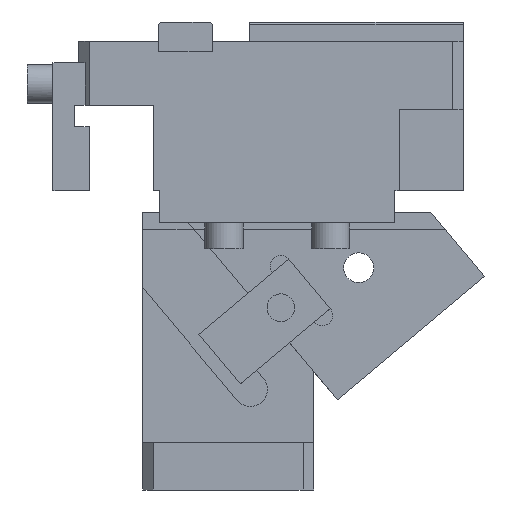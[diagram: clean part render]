
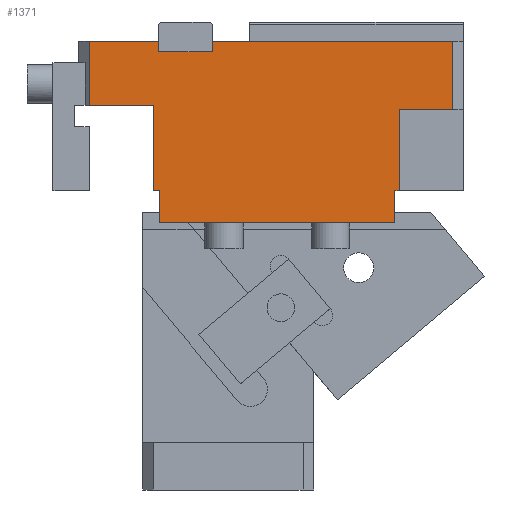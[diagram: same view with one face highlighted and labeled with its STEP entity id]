
A CAD part, front view. The second image highlights one B-rep face of the part: STEP entity #1371.
In plain terms, the highlighted planar face has unit normal (0, -1, 0).
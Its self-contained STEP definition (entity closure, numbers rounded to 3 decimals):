
#414=CARTESIAN_POINT('Vertex',(35.,-57.5,-30.)) ;
#417=CARTESIAN_POINT('Line Origine',(20.,-57.5,-30.)) ;
#421=CARTESIAN_POINT('Vertex',(5.,-57.5,-30.)) ;
#599=CARTESIAN_POINT('Vertex',(5.,-57.5,0.)) ;
#602=CARTESIAN_POINT('Line Origine',(21.25,-57.5,0.)) ;
#606=CARTESIAN_POINT('Vertex',(37.5,-57.5,0.)) ;
#807=CARTESIAN_POINT('Vertex',(62.5,-57.5,0.)) ;
#810=CARTESIAN_POINT('Line Origine',(118.75,-57.5,0.)) ;
#814=CARTESIAN_POINT('Vertex',(175.,-57.5,0.)) ;
#1254=CARTESIAN_POINT('Vertex',(35.,-57.5,-70.)) ;
#1257=CARTESIAN_POINT('Line Origine',(35.,-57.5,-50.)) ;
#1270=CARTESIAN_POINT('Axis2P3D Location',(0.,-57.5,0.)) ;
#1275=CARTESIAN_POINT('Line Origine',(149.,-57.5,-70.)) ;
#1279=CARTESIAN_POINT('Vertex',(150.,-57.5,-70.)) ;
#1281=CARTESIAN_POINT('Vertex',(148.,-57.5,-70.)) ;
#1284=CARTESIAN_POINT('Line Origine',(150.,-57.5,-51.)) ;
#1288=CARTESIAN_POINT('Vertex',(150.,-57.5,-32.)) ;
#1291=CARTESIAN_POINT('Line Origine',(162.5,-57.5,-32.)) ;
#1295=CARTESIAN_POINT('Vertex',(175.,-57.5,-32.)) ;
#1298=CARTESIAN_POINT('Line Origine',(175.,-57.5,-16.)) ;
#1303=CARTESIAN_POINT('Line Origine',(62.5,-57.5,-2.5)) ;
#1307=CARTESIAN_POINT('Vertex',(62.5,-57.5,-5.)) ;
#1310=CARTESIAN_POINT('Line Origine',(50.,-57.5,-5.)) ;
#1314=CARTESIAN_POINT('Vertex',(37.5,-57.5,-5.)) ;
#1317=CARTESIAN_POINT('Line Origine',(37.5,-57.5,-2.5)) ;
#1322=CARTESIAN_POINT('Line Origine',(5.,-57.5,-15.)) ;
#1327=CARTESIAN_POINT('Line Origine',(36.5,-57.5,-70.)) ;
#1331=CARTESIAN_POINT('Vertex',(38.,-57.5,-70.)) ;
#1334=CARTESIAN_POINT('Line Origine',(38.,-57.5,-77.5)) ;
#1338=CARTESIAN_POINT('Vertex',(38.,-57.5,-85.)) ;
#1341=CARTESIAN_POINT('Line Origine',(93.,-57.5,-85.)) ;
#1345=CARTESIAN_POINT('Vertex',(148.,-57.5,-85.)) ;
#1348=CARTESIAN_POINT('Line Origine',(148.,-57.5,-77.5)) ;
#418=DIRECTION('Vector Direction',(-1.,0.,0.)) ;
#603=DIRECTION('Vector Direction',(1.,0.,0.)) ;
#811=DIRECTION('Vector Direction',(1.,0.,0.)) ;
#1258=DIRECTION('Vector Direction',(0.,0.,1.)) ;
#1271=DIRECTION('Axis2P3D Direction',(0.,1.,0.)) ;
#1272=DIRECTION('Axis2P3D XDirection',(0.,0.,1.)) ;
#1276=DIRECTION('Vector Direction',(-1.,0.,0.)) ;
#1285=DIRECTION('Vector Direction',(0.,0.,1.)) ;
#1292=DIRECTION('Vector Direction',(-1.,0.,0.)) ;
#1299=DIRECTION('Vector Direction',(0.,0.,1.)) ;
#1304=DIRECTION('Vector Direction',(0.,0.,-1.)) ;
#1311=DIRECTION('Vector Direction',(1.,0.,0.)) ;
#1318=DIRECTION('Vector Direction',(0.,0.,1.)) ;
#1323=DIRECTION('Vector Direction',(0.,0.,-1.)) ;
#1328=DIRECTION('Vector Direction',(-1.,0.,0.)) ;
#1335=DIRECTION('Vector Direction',(0.,0.,1.)) ;
#1342=DIRECTION('Vector Direction',(-1.,0.,0.)) ;
#1349=DIRECTION('Vector Direction',(0.,0.,1.)) ;
#1273=AXIS2_PLACEMENT_3D('Plane Axis2P3D',#1270,#1271,#1272) ;
#1354=ORIENTED_EDGE('',*,*,#1283,.F.) ;
#1355=ORIENTED_EDGE('',*,*,#1290,.T.) ;
#1356=ORIENTED_EDGE('',*,*,#1297,.F.) ;
#1357=ORIENTED_EDGE('',*,*,#1302,.T.) ;
#1358=ORIENTED_EDGE('',*,*,#816,.F.) ;
#1359=ORIENTED_EDGE('',*,*,#1309,.T.) ;
#1360=ORIENTED_EDGE('',*,*,#1316,.F.) ;
#1361=ORIENTED_EDGE('',*,*,#1321,.T.) ;
#1362=ORIENTED_EDGE('',*,*,#608,.F.) ;
#1363=ORIENTED_EDGE('',*,*,#1326,.T.) ;
#1364=ORIENTED_EDGE('',*,*,#423,.F.) ;
#1365=ORIENTED_EDGE('',*,*,#1261,.F.) ;
#1366=ORIENTED_EDGE('',*,*,#1333,.F.) ;
#1367=ORIENTED_EDGE('',*,*,#1340,.F.) ;
#1368=ORIENTED_EDGE('',*,*,#1347,.F.) ;
#1369=ORIENTED_EDGE('',*,*,#1352,.T.) ;
#419=VECTOR('Line Direction',#418,1.) ;
#604=VECTOR('Line Direction',#603,1.) ;
#812=VECTOR('Line Direction',#811,1.) ;
#1259=VECTOR('Line Direction',#1258,1.) ;
#1277=VECTOR('Line Direction',#1276,1.) ;
#1286=VECTOR('Line Direction',#1285,1.) ;
#1293=VECTOR('Line Direction',#1292,1.) ;
#1300=VECTOR('Line Direction',#1299,1.) ;
#1305=VECTOR('Line Direction',#1304,1.) ;
#1312=VECTOR('Line Direction',#1311,1.) ;
#1319=VECTOR('Line Direction',#1318,1.) ;
#1324=VECTOR('Line Direction',#1323,1.) ;
#1329=VECTOR('Line Direction',#1328,1.) ;
#1336=VECTOR('Line Direction',#1335,1.) ;
#1343=VECTOR('Line Direction',#1342,1.) ;
#1350=VECTOR('Line Direction',#1349,1.) ;
#1371=ADVANCED_FACE('CAM HOLDER',(#1370),#1274,.F.) ;
#423=EDGE_CURVE('',#415,#422,#420,.T.) ;
#608=EDGE_CURVE('',#600,#607,#605,.T.) ;
#816=EDGE_CURVE('',#808,#815,#813,.T.) ;
#1261=EDGE_CURVE('',#1255,#415,#1260,.T.) ;
#1283=EDGE_CURVE('',#1280,#1282,#1278,.T.) ;
#1290=EDGE_CURVE('',#1280,#1289,#1287,.T.) ;
#1297=EDGE_CURVE('',#1296,#1289,#1294,.T.) ;
#1302=EDGE_CURVE('',#1296,#815,#1301,.T.) ;
#1309=EDGE_CURVE('',#808,#1308,#1306,.T.) ;
#1316=EDGE_CURVE('',#1315,#1308,#1313,.T.) ;
#1321=EDGE_CURVE('',#1315,#607,#1320,.T.) ;
#1326=EDGE_CURVE('',#600,#422,#1325,.T.) ;
#1333=EDGE_CURVE('',#1332,#1255,#1330,.T.) ;
#1340=EDGE_CURVE('',#1339,#1332,#1337,.T.) ;
#1347=EDGE_CURVE('',#1346,#1339,#1344,.T.) ;
#1352=EDGE_CURVE('',#1346,#1282,#1351,.T.) ;
#1353=EDGE_LOOP('',(#1354,#1355,#1356,#1357,#1358,#1359,#1360,#1361,#1362,#1363,#1364,#1365,#1366,#1367,#1368,#1369)) ;
#1370=FACE_OUTER_BOUND('',#1353,.T.) ;
#420=LINE('Line',#417,#419) ;
#605=LINE('Line',#602,#604) ;
#813=LINE('Line',#810,#812) ;
#1260=LINE('Line',#1257,#1259) ;
#1278=LINE('Line',#1275,#1277) ;
#1287=LINE('Line',#1284,#1286) ;
#1294=LINE('Line',#1291,#1293) ;
#1301=LINE('Line',#1298,#1300) ;
#1306=LINE('Line',#1303,#1305) ;
#1313=LINE('Line',#1310,#1312) ;
#1320=LINE('Line',#1317,#1319) ;
#1325=LINE('Line',#1322,#1324) ;
#1330=LINE('Line',#1327,#1329) ;
#1337=LINE('Line',#1334,#1336) ;
#1344=LINE('Line',#1341,#1343) ;
#1351=LINE('Line',#1348,#1350) ;
#1274=PLANE('Plane',#1273) ;
#415=VERTEX_POINT('',#414) ;
#422=VERTEX_POINT('',#421) ;
#600=VERTEX_POINT('',#599) ;
#607=VERTEX_POINT('',#606) ;
#808=VERTEX_POINT('',#807) ;
#815=VERTEX_POINT('',#814) ;
#1255=VERTEX_POINT('',#1254) ;
#1280=VERTEX_POINT('',#1279) ;
#1282=VERTEX_POINT('',#1281) ;
#1289=VERTEX_POINT('',#1288) ;
#1296=VERTEX_POINT('',#1295) ;
#1308=VERTEX_POINT('',#1307) ;
#1315=VERTEX_POINT('',#1314) ;
#1332=VERTEX_POINT('',#1331) ;
#1339=VERTEX_POINT('',#1338) ;
#1346=VERTEX_POINT('',#1345) ;
